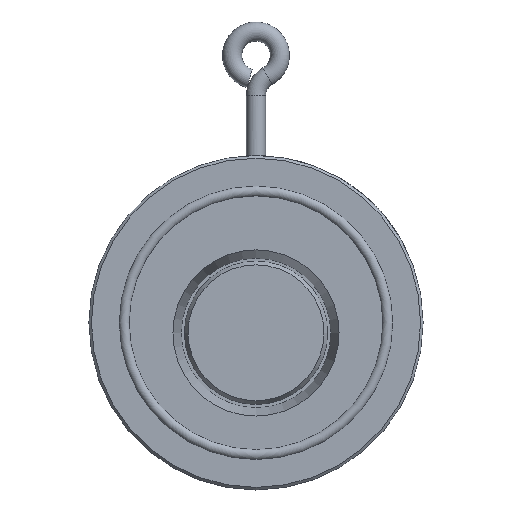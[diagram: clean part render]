
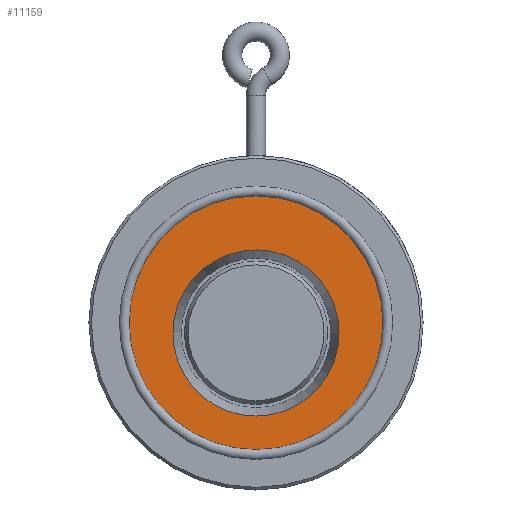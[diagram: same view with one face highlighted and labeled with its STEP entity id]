
A CAD part, top view. The second image highlights one B-rep face of the part: STEP entity #11159.
In plain terms, the highlighted planar face has unit normal (0, 0, 1).
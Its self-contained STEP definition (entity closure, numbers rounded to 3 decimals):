
#1993 = CIRCLE ( 'NONE', #13088, 26.099 ) ;
#3788 = CIRCLE ( 'NONE', #16142, 39.87 ) ;
#4700 = DIRECTION ( 'NONE',  ( 0., 0., -1. ) ) ;
#4816 = CARTESIAN_POINT ( 'NONE',  ( 0., 0., 0. ) ) ;
#4823 = EDGE_CURVE ( 'NONE', #13141, #13141, #3788, .T. ) ;
#5145 = DIRECTION ( 'NONE',  ( 0., 0., 1. ) ) ;
#5429 = VERTEX_POINT ( 'NONE', #14913 ) ;
#6131 = DIRECTION ( 'NONE',  ( 1., 0., 0. ) ) ;
#7077 = CARTESIAN_POINT ( 'NONE',  ( 39.87, 0., 0. ) ) ;
#8386 = ORIENTED_EDGE ( 'NONE', *, *, #12126, .F. ) ;
#10588 = EDGE_LOOP ( 'NONE', ( #8386 ) ) ;
#11048 = FACE_BOUND ( 'NONE', #10588, .T. ) ;
#11159 = ADVANCED_FACE ( 'NONE', ( #11048, #14506 ), #12454, .F. ) ;
#11938 = EDGE_LOOP ( 'NONE', ( #12968 ) ) ;
#12126 = EDGE_CURVE ( 'NONE', #5429, #5429, #1993, .T. ) ;
#12454 = PLANE ( 'NONE',  #12873 ) ;
#12873 = AXIS2_PLACEMENT_3D ( 'NONE', #13533, #4700, #13756 ) ;
#12909 = CARTESIAN_POINT ( 'NONE',  ( 0., -3.2, 0. ) ) ;
#12968 = ORIENTED_EDGE ( 'NONE', *, *, #4823, .T. ) ;
#13088 = AXIS2_PLACEMENT_3D ( 'NONE', #12909, #5145, #14203 ) ;
#13141 = VERTEX_POINT ( 'NONE', #7077 ) ;
#13533 = CARTESIAN_POINT ( 'NONE',  ( 0., 0., 0. ) ) ;
#13756 = DIRECTION ( 'NONE',  ( -1., 0., 0. ) ) ;
#13861 = DIRECTION ( 'NONE',  ( 0., 0., 1. ) ) ;
#14203 = DIRECTION ( 'NONE',  ( 0., -1., 0. ) ) ;
#14506 = FACE_OUTER_BOUND ( 'NONE', #11938, .T. ) ;
#14913 = CARTESIAN_POINT ( 'NONE',  ( 0., -29.299, 0. ) ) ;
#16142 = AXIS2_PLACEMENT_3D ( 'NONE', #4816, #13861, #6131 ) ;
